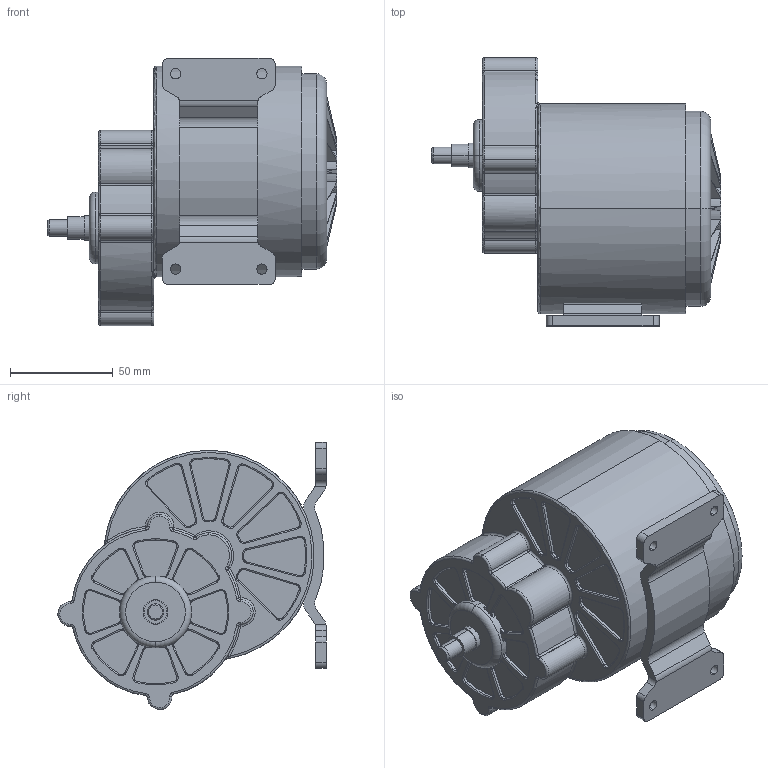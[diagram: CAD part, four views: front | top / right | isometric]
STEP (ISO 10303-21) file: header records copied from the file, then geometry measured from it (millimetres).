
FILE_DESCRIPTION (( 'STEP AP203' ), '1' );
FILE_NAME ('Motor MY1016Z3.STEP', '2017-10-06T19:38:48', ( '' ), ( '' ), 'SwSTEP 2.0', 'SolidWorks 2017', '' );
FILE_SCHEMA (( 'CONFIG_CONTROL_DESIGN' ));
Length unit declared in the file: millimetre
Products named in the file (1): Motor MY1016Z3
Bounding box: 141 x 130.49 x 130 mm (x, y, z)
Volume: 854004 mm3; surface area: 67750.2 mm2
Topology: 1 solids, 1 shells, 478 faces, 1177 edges, 709 vertices
Faces by surface type: cylinder 201, torus 143, plane 104, cone 19, sphere 7, bspline 4
Entity records: 14648 total; most frequent: CARTESIAN_POINT 2894, DIRECTION 2757, ORIENTED_EDGE 2342, AXIS2_PLACEMENT_3D 1183, EDGE_CURVE 1171, CIRCLE 708, VERTEX_POINT 708, EDGE_LOOP 499
